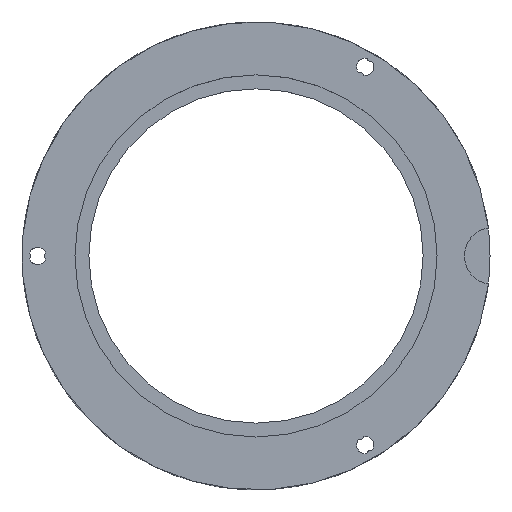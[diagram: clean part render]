
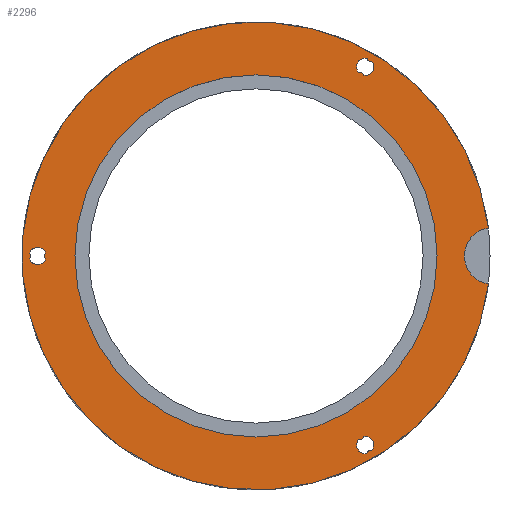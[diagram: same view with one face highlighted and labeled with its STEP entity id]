
A CAD part, top view. The second image highlights one B-rep face of the part: STEP entity #2296.
In plain terms, the highlighted planar face has unit normal (0, 0, 1).
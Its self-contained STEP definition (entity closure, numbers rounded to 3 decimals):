
#23=FACE_BOUND('',#496,.T.);
#24=FACE_BOUND('',#497,.T.);
#25=FACE_BOUND('',#498,.T.);
#26=FACE_BOUND('',#499,.T.);
#50=CIRCLE('',#2366,5.1);
#52=CIRCLE('',#2369,42.);
#57=CIRCLE('',#2376,0.75);
#58=CIRCLE('',#2377,1.55);
#59=CIRCLE('',#2378,0.75);
#60=CIRCLE('',#2379,1.55);
#61=CIRCLE('',#2380,0.75);
#62=CIRCLE('',#2381,1.55);
#63=CIRCLE('',#2382,0.75);
#64=CIRCLE('',#2383,1.55);
#65=CIRCLE('',#2384,0.75);
#66=CIRCLE('',#2385,1.55);
#67=CIRCLE('',#2386,0.75);
#68=CIRCLE('',#2387,1.55);
#69=CIRCLE('',#2388,32.5);
#363=FACE_OUTER_BOUND('',#495,.T.);
#495=EDGE_LOOP('',(#2028,#2029));
#496=EDGE_LOOP('',(#2030,#2031,#2032,#2033));
#497=EDGE_LOOP('',(#2034,#2035,#2036,#2037));
#498=EDGE_LOOP('',(#2038,#2039,#2040,#2041));
#499=EDGE_LOOP('',(#2042));
#1077=VERTEX_POINT('',#4374);
#1078=VERTEX_POINT('',#4376);
#1084=VERTEX_POINT('',#4394);
#1085=VERTEX_POINT('',#4395);
#1086=VERTEX_POINT('',#4397);
#1087=VERTEX_POINT('',#4399);
#1088=VERTEX_POINT('',#4402);
#1089=VERTEX_POINT('',#4403);
#1090=VERTEX_POINT('',#4405);
#1091=VERTEX_POINT('',#4407);
#1092=VERTEX_POINT('',#4410);
#1093=VERTEX_POINT('',#4411);
#1094=VERTEX_POINT('',#4413);
#1095=VERTEX_POINT('',#4415);
#1096=VERTEX_POINT('',#4418);
#1397=EDGE_CURVE('',#1078,#1077,#50,.T.);
#1401=EDGE_CURVE('',#1078,#1077,#52,.T.);
#1406=EDGE_CURVE('',#1084,#1085,#57,.T.);
#1407=EDGE_CURVE('',#1086,#1084,#58,.T.);
#1408=EDGE_CURVE('',#1087,#1086,#59,.T.);
#1409=EDGE_CURVE('',#1085,#1087,#60,.T.);
#1410=EDGE_CURVE('',#1088,#1089,#61,.T.);
#1411=EDGE_CURVE('',#1090,#1088,#62,.T.);
#1412=EDGE_CURVE('',#1091,#1090,#63,.T.);
#1413=EDGE_CURVE('',#1089,#1091,#64,.T.);
#1414=EDGE_CURVE('',#1092,#1093,#65,.T.);
#1415=EDGE_CURVE('',#1094,#1092,#66,.T.);
#1416=EDGE_CURVE('',#1095,#1094,#67,.T.);
#1417=EDGE_CURVE('',#1093,#1095,#68,.T.);
#1418=EDGE_CURVE('',#1096,#1096,#69,.T.);
#2028=ORIENTED_EDGE('',*,*,#1397,.T.);
#2029=ORIENTED_EDGE('',*,*,#1401,.F.);
#2030=ORIENTED_EDGE('',*,*,#1406,.F.);
#2031=ORIENTED_EDGE('',*,*,#1407,.F.);
#2032=ORIENTED_EDGE('',*,*,#1408,.F.);
#2033=ORIENTED_EDGE('',*,*,#1409,.F.);
#2034=ORIENTED_EDGE('',*,*,#1410,.F.);
#2035=ORIENTED_EDGE('',*,*,#1411,.F.);
#2036=ORIENTED_EDGE('',*,*,#1412,.F.);
#2037=ORIENTED_EDGE('',*,*,#1413,.F.);
#2038=ORIENTED_EDGE('',*,*,#1414,.F.);
#2039=ORIENTED_EDGE('',*,*,#1415,.F.);
#2040=ORIENTED_EDGE('',*,*,#1416,.F.);
#2041=ORIENTED_EDGE('',*,*,#1417,.F.);
#2042=ORIENTED_EDGE('',*,*,#1418,.F.);
#2186=PLANE('',#2375);
#2296=ADVANCED_FACE('',(#363,#23,#24,#25,#26),#2186,.F.);
#2366=AXIS2_PLACEMENT_3D('',#4377,#2684,#2685);
#2369=AXIS2_PLACEMENT_3D('',#4383,#2692,#2693);
#2375=AXIS2_PLACEMENT_3D('',#4393,#2704,#2705);
#2376=AXIS2_PLACEMENT_3D('',#4396,#2706,#2707);
#2377=AXIS2_PLACEMENT_3D('',#4398,#2708,#2709);
#2378=AXIS2_PLACEMENT_3D('',#4400,#2710,#2711);
#2379=AXIS2_PLACEMENT_3D('',#4401,#2712,#2713);
#2380=AXIS2_PLACEMENT_3D('',#4404,#2714,#2715);
#2381=AXIS2_PLACEMENT_3D('',#4406,#2716,#2717);
#2382=AXIS2_PLACEMENT_3D('',#4408,#2718,#2719);
#2383=AXIS2_PLACEMENT_3D('',#4409,#2720,#2721);
#2384=AXIS2_PLACEMENT_3D('',#4412,#2722,#2723);
#2385=AXIS2_PLACEMENT_3D('',#4414,#2724,#2725);
#2386=AXIS2_PLACEMENT_3D('',#4416,#2726,#2727);
#2387=AXIS2_PLACEMENT_3D('',#4417,#2728,#2729);
#2388=AXIS2_PLACEMENT_3D('',#4419,#2730,#2731);
#2684=DIRECTION('center_axis',(0.,0.,-1.));
#2685=DIRECTION('ref_axis',(1.,0.,0.));
#2692=DIRECTION('center_axis',(0.,0.,-1.));
#2693=DIRECTION('ref_axis',(-1.,0.,0.));
#2704=DIRECTION('center_axis',(0.,0.,-1.));
#2705=DIRECTION('ref_axis',(1.,0.,0.));
#2706=DIRECTION('center_axis',(0.,0.,-1.));
#2707=DIRECTION('ref_axis',(1.,0.,0.));
#2708=DIRECTION('center_axis',(0.,0.,1.));
#2709=DIRECTION('ref_axis',(1.,0.,0.));
#2710=DIRECTION('center_axis',(0.,0.,-1.));
#2711=DIRECTION('ref_axis',(1.,0.,0.));
#2712=DIRECTION('center_axis',(0.,0.,1.));
#2713=DIRECTION('ref_axis',(1.,0.,0.));
#2714=DIRECTION('center_axis',(0.,0.,-1.));
#2715=DIRECTION('ref_axis',(1.,0.,0.));
#2716=DIRECTION('center_axis',(0.,0.,1.));
#2717=DIRECTION('ref_axis',(-0.5,-0.866,0.));
#2718=DIRECTION('center_axis',(0.,0.,-1.));
#2719=DIRECTION('ref_axis',(1.,0.,0.));
#2720=DIRECTION('center_axis',(0.,0.,1.));
#2721=DIRECTION('ref_axis',(-0.5,-0.866,0.));
#2722=DIRECTION('center_axis',(0.,0.,-1.));
#2723=DIRECTION('ref_axis',(1.,0.,0.));
#2724=DIRECTION('center_axis',(0.,0.,1.));
#2725=DIRECTION('ref_axis',(-0.5,0.866,0.));
#2726=DIRECTION('center_axis',(0.,0.,-1.));
#2727=DIRECTION('ref_axis',(1.,0.,0.));
#2728=DIRECTION('center_axis',(0.,0.,1.));
#2729=DIRECTION('ref_axis',(-0.5,0.866,0.));
#2730=DIRECTION('center_axis',(0.,0.,1.));
#2731=DIRECTION('ref_axis',(1.,0.,0.));
#4374=CARTESIAN_POINT('',(41.697,65.036,5.5));
#4376=CARTESIAN_POINT('',(41.697,54.964,5.5));
#4377=CARTESIAN_POINT('Origin',(42.5,60.,5.5));
#4383=CARTESIAN_POINT('Origin',(0.,60.,5.5));
#4393=CARTESIAN_POINT('Origin',(0.,60.,5.5));
#4394=CARTESIAN_POINT('',(-40.66,60.52,5.5));
#4395=CARTESIAN_POINT('',(-40.66,59.48,5.5));
#4396=CARTESIAN_POINT('Origin',(-41.2,60.,5.5));
#4397=CARTESIAN_POINT('',(-37.74,60.52,5.5));
#4398=CARTESIAN_POINT('Origin',(-39.2,60.,5.5));
#4399=CARTESIAN_POINT('',(-37.74,59.48,5.5));
#4400=CARTESIAN_POINT('Origin',(-37.2,60.,5.5));
#4401=CARTESIAN_POINT('Origin',(-39.2,60.,5.5));
#4402=CARTESIAN_POINT('',(20.781,94.952,5.5));
#4403=CARTESIAN_POINT('',(19.879,95.473,5.5));
#4404=CARTESIAN_POINT('Origin',(20.6,95.68,5.5));
#4405=CARTESIAN_POINT('',(19.321,92.424,5.5));
#4406=CARTESIAN_POINT('Origin',(19.6,93.948,5.5));
#4407=CARTESIAN_POINT('',(18.419,92.944,5.5));
#4408=CARTESIAN_POINT('Origin',(18.6,92.216,5.5));
#4409=CARTESIAN_POINT('Origin',(19.6,93.948,5.5));
#4410=CARTESIAN_POINT('',(19.879,24.527,5.5));
#4411=CARTESIAN_POINT('',(20.781,25.048,5.5));
#4412=CARTESIAN_POINT('Origin',(20.6,24.32,5.5));
#4413=CARTESIAN_POINT('',(18.419,27.056,5.5));
#4414=CARTESIAN_POINT('Origin',(19.6,26.052,5.5));
#4415=CARTESIAN_POINT('',(19.321,27.576,5.5));
#4416=CARTESIAN_POINT('Origin',(18.6,27.784,5.5));
#4417=CARTESIAN_POINT('Origin',(19.6,26.052,5.5));
#4418=CARTESIAN_POINT('',(-32.5,60.,5.5));
#4419=CARTESIAN_POINT('Origin',(0.,60.,5.5));
